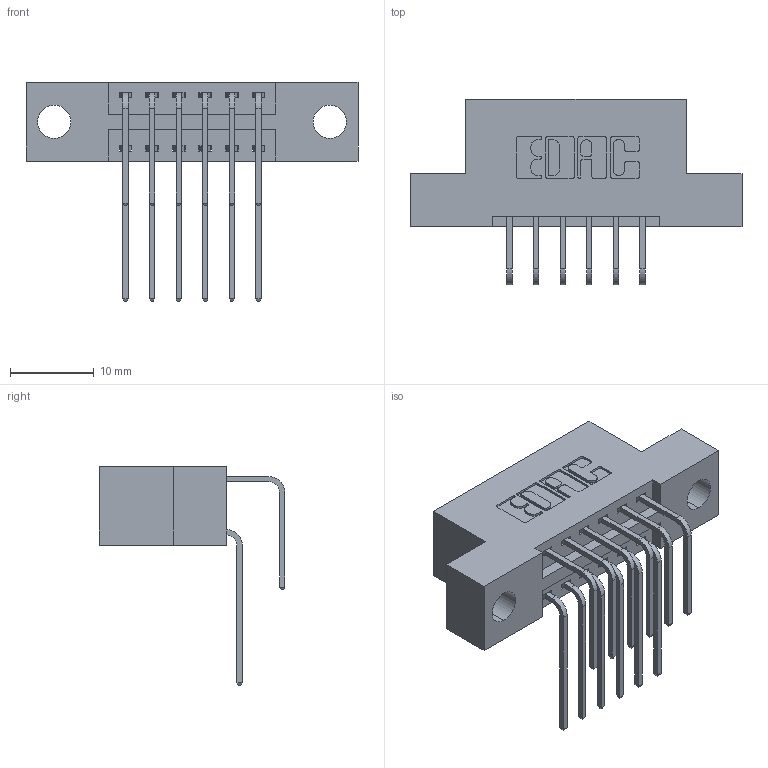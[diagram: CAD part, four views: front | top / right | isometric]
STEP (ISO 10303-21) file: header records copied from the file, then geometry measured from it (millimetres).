
FILE_DESCRIPTION (( 'STEP AP203' ), '1' );
FILE_NAME ('396-012-558-204.STEP', '2019-11-02T13:21:37', ( '' ), ( '' ), 'SwSTEP 2.0', 'SolidWorks 2016', '' );
FILE_SCHEMA (( 'CONFIG_CONTROL_DESIGN' ));
Length unit declared in the file: inch
Products named in the file (4): 346 Part_Flush Mounting Lugs - 0.156 Dia-TH; 345-292-001_558 559 Tail - 1; 345-292-001_558 Tail - 2; 396-012-558-204
Assembly tree (13 placements, depth 2):
  396-012-558-204
    346 Part_Flush Mounting Lugs - 0.156 Dia-TH
    345-292-001_558 559 Tail - 1  x6
    345-292-001_558 Tail - 2  x6
Bounding box: 39.62 x 22.16 x 26.16 mm (x, y, z)
Volume: 3565.6 mm3; surface area: 4480.8 mm2
Topology: 13 solids, 13 shells, 770 faces, 2261 edges, 1490 vertices
Faces by surface type: plane 520, cylinder 250
Entity records: 10549 total; most frequent: CARTESIAN_POINT 1839, ORIENTED_EDGE 1722, DIRECTION 1645, EDGE_CURVE 861, VECTOR 665, LINE 665, VERTEX_POINT 570, AXIS2_PLACEMENT_3D 490
